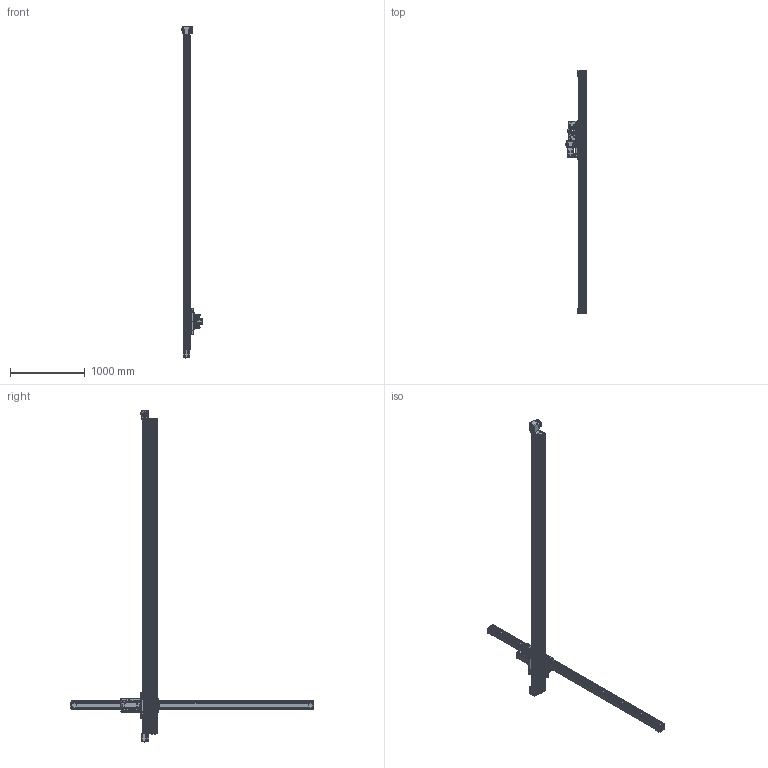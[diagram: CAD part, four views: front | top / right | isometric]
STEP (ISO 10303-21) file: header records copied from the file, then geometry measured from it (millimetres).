
FILE_DESCRIPTION (( 'STEP AP203' ), '1' );
FILE_NAME ('818.HHL.XXXX.L.XXXX.STEP', '2016-12-12T15:10:26', ( 'Utente' ), ( '' ), 'SwSTEP 2.0', 'SolidWorks 2016', '' );
FILE_SCHEMA (( 'CONFIG_CONTROL_DESIGN' ));
Products named in the file (1): 818.HHL.XXXX.L.XXXX
Bounding box: 278.85 x 3250 x 4438.75 mm (x, y, z)
Surface area: 5966331.5 mm2 (no closed solid volume)
Topology: 0 solids, 297 shells, 1456 faces, 9028 edges, 7696 vertices
Faces by surface type: cylinder 665, plane 654, torus 90, cone 39, bspline 8
Entity records: 93202 total; most frequent: CARTESIAN_POINT 22333, DIRECTION 15935, ORIENTED_EDGE 11093, EDGE_CURVE 9039, VERTEX_POINT 7707, AXIS2_PLACEMENT_3D 5642, LINE 4651, VECTOR 4651
